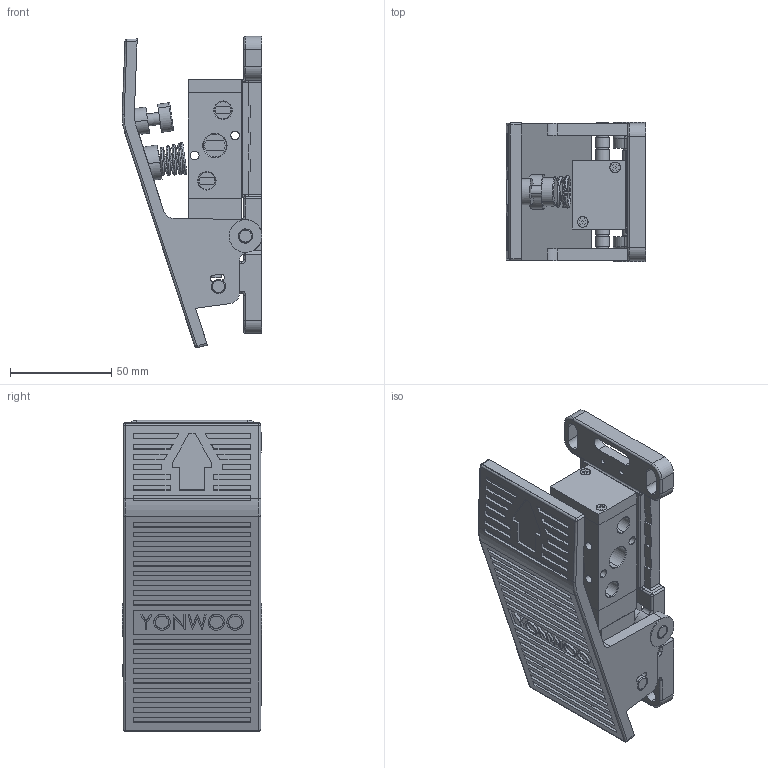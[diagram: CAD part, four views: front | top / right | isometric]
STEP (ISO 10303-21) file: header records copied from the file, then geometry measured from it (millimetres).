
FILE_DESCRIPTION (( 'STEP AP203' ), '1' );
FILE_NAME ('FT410-S.STEP', '2016-01-13T00:29:15', ( 'yrd8' ), ( 'Hewlett-Packard Company' ), 'SwSTEP 2.0', 'SolidWorks 2008', '' );
FILE_SCHEMA (( 'CONFIG_CONTROL_DESIGN' ));
Length unit declared in the file: millimetre
Products named in the file (12): FT410-S; SF4000 BODY_ル遽; SF4000 BODY COVER_ル遽; FT 400 Assy; FT 400 嫡藹_晦獄 撲薑; FT 400 嫦っ_晦獄 撲薑; FT 400 shaft_晦獄 撲薑; FT 400 SPLING_晦獄 撲薑; FT 400 PACKING_晦獄 撲薑; 幫陝 M6x20_M10-1.5 x 20; SF4000 SEMY_ル遽; FT 400 Pilot_ル遽
Assembly tree (12 placements, depth 3):
  FT410-S
    FT 400 Assy
      FT 400 shaft_晦獄 撲薑  x2
      FT 400 嫡藹_晦獄 撲薑
      FT 400 嫦っ_晦獄 撲薑
      FT 400 PACKING_晦獄 撲薑
      幫陝 M6x20_M10-1.5 x 20
      FT 400 SPLING_晦獄 撲薑
    SF4000 SEMY_ル遽
    SF4000 BODY COVER_ル遽
    FT 400 Pilot_ル遽
    SF4000 BODY_ル遽
Bounding box: 69.18 x 69 x 154 mm (x, y, z)
Volume: 195487 mm3; surface area: 88336.9 mm2
Topology: 12 solids, 12 shells, 957 faces, 2407 edges, 1558 vertices
Faces by surface type: plane 559, cylinder 286, torus 48, bspline 36, cone 18, sphere 10
Entity records: 37389 total; most frequent: CARTESIAN_POINT 13433, ORIENTED_EDGE 4682, DIRECTION 4654, EDGE_CURVE 2341, VECTOR 1612, LINE 1612, AXIS2_PLACEMENT_3D 1521, VERTEX_POINT 1518
